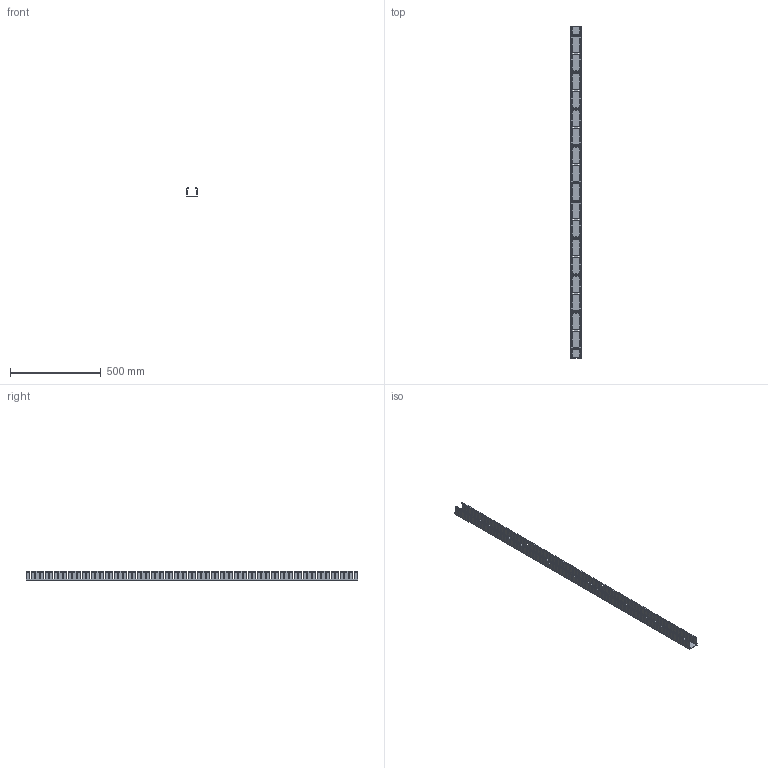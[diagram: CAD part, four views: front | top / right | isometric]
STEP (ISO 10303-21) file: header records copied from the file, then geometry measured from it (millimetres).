
FILE_DESCRIPTION (( 'STEP AP203' ), '1' );
FILE_NAME ('G2X2_3D_WEB.STEP', '2014-04-21T16:39:25', ( 'IT' ), ( 'Panduit Corp.' ), 'SwSTEP 2.0', 'SolidWorks 2012', '' );
FILE_SCHEMA (( 'CONFIG_CONTROL_DESIGN' ));
Products named in the file (1): G2X2_3D_WEB
Bounding box: 57.16 x 1828.8 x 50.8 mm (x, y, z)
Volume: 645047.9 mm3; surface area: 533005 mm2
Topology: 1 solids, 1 shells, 1522 faces, 4560 edges, 3040 vertices
Faces by surface type: plane 1414, cylinder 108
Entity records: 50695 total; most frequent: CARTESIAN_POINT 9123, ORIENTED_EDGE 9120, DIRECTION 7822, EDGE_CURVE 4560, LINE 4344, VECTOR 4344, VERTEX_POINT 3040, AXIS2_PLACEMENT_3D 1739
